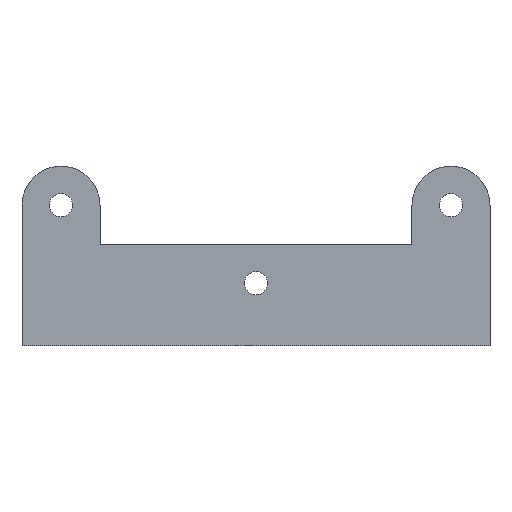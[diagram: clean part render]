
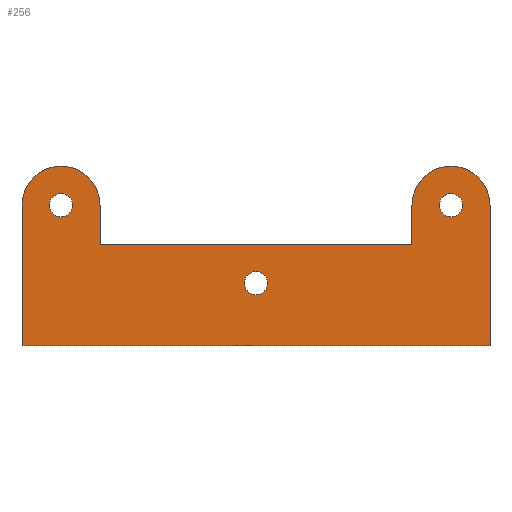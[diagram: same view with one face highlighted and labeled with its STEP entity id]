
A CAD part, top view. The second image highlights one B-rep face of the part: STEP entity #256.
In plain terms, the highlighted planar face has unit normal (0, 0, 1).
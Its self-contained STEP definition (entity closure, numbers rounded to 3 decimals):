
#1 = CARTESIAN_POINT ( 'NONE',  ( 609.2, 54.6, -117. ) ) ;
#16 = EDGE_CURVE ( 'NONE', #774, #730, #1236, .T. ) ;
#22 = VECTOR ( 'NONE', #688, 1000. ) ;
#35 = DIRECTION ( 'NONE',  ( 1., 0., 0. ) ) ;
#44 = LINE ( 'NONE', #215, #865 ) ;
#59 = ORIENTED_EDGE ( 'NONE', *, *, #135, .F. ) ;
#73 = CARTESIAN_POINT ( 'NONE',  ( 609.2, 54.6, -117. ) ) ;
#74 = DIRECTION ( 'NONE',  ( -1., 0., 0. ) ) ;
#100 = AXIS2_PLACEMENT_3D ( 'NONE', #607, #708, #698 ) ;
#108 = EDGE_CURVE ( 'NONE', #350, #1140, #242, .T. ) ;
#121 = CIRCLE ( 'NONE', #1044, 1.5 ) ;
#122 = DIRECTION ( 'NONE',  ( -1., 0., 0. ) ) ;
#127 = AXIS2_PLACEMENT_3D ( 'NONE', #1, #899, #380 ) ;
#135 = EDGE_CURVE ( 'NONE', #590, #1035, #570, .T. ) ;
#138 = CARTESIAN_POINT ( 'NONE',  ( 609.2, 54.6, -117. ) ) ;
#148 = FACE_BOUND ( 'NONE', #844, .T. ) ;
#160 = AXIS2_PLACEMENT_3D ( 'NONE', #819, #828, #122 ) ;
#169 = ORIENTED_EDGE ( 'NONE', *, *, #609, .F. ) ;
#174 = LINE ( 'NONE', #369, #1217 ) ;
#183 = DIRECTION ( 'NONE',  ( 0., 1., 0. ) ) ;
#184 = DIRECTION ( 'NONE',  ( 0., 0., 1. ) ) ;
#185 = ORIENTED_EDGE ( 'NONE', *, *, #635, .T. ) ;
#210 = DIRECTION ( 'NONE',  ( 0., 0., 1. ) ) ;
#215 = CARTESIAN_POINT ( 'NONE',  ( 614.2, 39.6, -117. ) ) ;
#220 = LINE ( 'NONE', #1104, #298 ) ;
#227 = EDGE_CURVE ( 'NONE', #1257, #305, #121, .T. ) ;
#237 = ORIENTED_EDGE ( 'NONE', *, *, #16, .F. ) ;
#242 = LINE ( 'NONE', #395, #362 ) ;
#251 = FACE_BOUND ( 'NONE', #1291, .T. ) ;
#256 = ADVANCED_FACE ( 'NONE', ( #1098, #148, #251, #1280 ), #456, .F. ) ;
#271 = CARTESIAN_POINT ( 'NONE',  ( 561.2, 39.6, -117. ) ) ;
#295 = AXIS2_PLACEMENT_3D ( 'NONE', #73, #784, #667 ) ;
#298 = VECTOR ( 'NONE', #636, 1000. ) ;
#305 = VERTEX_POINT ( 'NONE', #1260 ) ;
#309 = CARTESIAN_POINT ( 'NONE',  ( 559.2, 54.6, -117. ) ) ;
#320 = CIRCLE ( 'NONE', #295, 1.5 ) ;
#342 = VERTEX_POINT ( 'NONE', #875 ) ;
#350 = VERTEX_POINT ( 'NONE', #685 ) ;
#356 = ORIENTED_EDGE ( 'NONE', *, *, #837, .F. ) ;
#362 = VECTOR ( 'NONE', #699, 1000. ) ;
#369 = CARTESIAN_POINT ( 'NONE',  ( 604.2, 0., -117. ) ) ;
#380 = DIRECTION ( 'NONE',  ( -1., 0., 0. ) ) ;
#381 = CARTESIAN_POINT ( 'NONE',  ( 614.2, 36.6, -117. ) ) ;
#395 = CARTESIAN_POINT ( 'NONE',  ( 0., 49.6, -117. ) ) ;
#413 = ORIENTED_EDGE ( 'NONE', *, *, #108, .F. ) ;
#435 = CARTESIAN_POINT ( 'NONE',  ( 610.7, 54.6, -117. ) ) ;
#456 = PLANE ( 'NONE',  #1277 ) ;
#473 = CARTESIAN_POINT ( 'NONE',  ( 585.7, 44.6, -117. ) ) ;
#509 = EDGE_LOOP ( 'NONE', ( #898, #1227, #185, #633, #59, #1123, #413, #169 ) ) ;
#513 = CARTESIAN_POINT ( 'NONE',  ( 584.2, 44.6, -117. ) ) ;
#515 = DIRECTION ( 'NONE',  ( 0., -1., 0. ) ) ;
#523 = CARTESIAN_POINT ( 'NONE',  ( 559.2, 54.6, -117. ) ) ;
#544 = AXIS2_PLACEMENT_3D ( 'NONE', #513, #210, #1199 ) ;
#546 = ORIENTED_EDGE ( 'NONE', *, *, #882, .F. ) ;
#551 = ORIENTED_EDGE ( 'NONE', *, *, #227, .F. ) ;
#570 = CIRCLE ( 'NONE', #127, 5. ) ;
#580 = VERTEX_POINT ( 'NONE', #1207 ) ;
#590 = VERTEX_POINT ( 'NONE', #983 ) ;
#600 = VERTEX_POINT ( 'NONE', #381 ) ;
#607 = CARTESIAN_POINT ( 'NONE',  ( 584.2, 44.6, -117. ) ) ;
#609 = EDGE_CURVE ( 'NONE', #580, #350, #777, .T. ) ;
#633 = ORIENTED_EDGE ( 'NONE', *, *, #1092, .F. ) ;
#635 = EDGE_CURVE ( 'NONE', #1124, #600, #1165, .T. ) ;
#636 = DIRECTION ( 'NONE',  ( 0., -1., 0. ) ) ;
#643 = DIRECTION ( 'NONE',  ( 0., 0., 1. ) ) ;
#667 = DIRECTION ( 'NONE',  ( 1., 0., 0. ) ) ;
#670 = CARTESIAN_POINT ( 'NONE',  ( 582.7, 44.6, -117. ) ) ;
#685 = CARTESIAN_POINT ( 'NONE',  ( 564.2, 49.6, -117. ) ) ;
#688 = DIRECTION ( 'NONE',  ( 0., -1., 0. ) ) ;
#692 = CARTESIAN_POINT ( 'NONE',  ( 554.2, 36.6, -117. ) ) ;
#698 = DIRECTION ( 'NONE',  ( 1., 0., 0. ) ) ;
#699 = DIRECTION ( 'NONE',  ( 1., 0., 0. ) ) ;
#701 = EDGE_CURVE ( 'NONE', #1140, #590, #174, .T. ) ;
#708 = DIRECTION ( 'NONE',  ( 0., 0., 1. ) ) ;
#730 = VERTEX_POINT ( 'NONE', #670 ) ;
#753 = CIRCLE ( 'NONE', #544, 1.5 ) ;
#774 = VERTEX_POINT ( 'NONE', #473 ) ;
#777 = LINE ( 'NONE', #974, #22 ) ;
#784 = DIRECTION ( 'NONE',  ( 0., 0., 1. ) ) ;
#791 = AXIS2_PLACEMENT_3D ( 'NONE', #523, #920, #1018 ) ;
#792 = VECTOR ( 'NONE', #1068, 1000. ) ;
#819 = CARTESIAN_POINT ( 'NONE',  ( 559.2, 54.6, -117. ) ) ;
#828 = DIRECTION ( 'NONE',  ( 0., 0., -1. ) ) ;
#837 = EDGE_CURVE ( 'NONE', #305, #1257, #320, .T. ) ;
#844 = EDGE_LOOP ( 'NONE', ( #551, #356 ) ) ;
#848 = CIRCLE ( 'NONE', #160, 5. ) ;
#865 = VECTOR ( 'NONE', #515, 1000. ) ;
#868 = ORIENTED_EDGE ( 'NONE', *, *, #1084, .F. ) ;
#875 = CARTESIAN_POINT ( 'NONE',  ( 557.7, 54.6, -117. ) ) ;
#882 = EDGE_CURVE ( 'NONE', #948, #342, #1014, .T. ) ;
#898 = ORIENTED_EDGE ( 'NONE', *, *, #1045, .F. ) ;
#899 = DIRECTION ( 'NONE',  ( 0., 0., -1. ) ) ;
#912 = CARTESIAN_POINT ( 'NONE',  ( 604.2, 49.6, -117. ) ) ;
#920 = DIRECTION ( 'NONE',  ( 0., 0., 1. ) ) ;
#925 = CARTESIAN_POINT ( 'NONE',  ( 554.2, 54.6, -117. ) ) ;
#948 = VERTEX_POINT ( 'NONE', #1290 ) ;
#964 = DIRECTION ( 'NONE',  ( 0., 0., -1. ) ) ;
#974 = CARTESIAN_POINT ( 'NONE',  ( 564.2, 0., -117. ) ) ;
#983 = CARTESIAN_POINT ( 'NONE',  ( 604.2, 54.6, -117. ) ) ;
#1012 = EDGE_LOOP ( 'NONE', ( #237, #868 ) ) ;
#1014 = CIRCLE ( 'NONE', #1040, 1.5 ) ;
#1018 = DIRECTION ( 'NONE',  ( 1., 0., 0. ) ) ;
#1035 = VERTEX_POINT ( 'NONE', #1087 ) ;
#1040 = AXIS2_PLACEMENT_3D ( 'NONE', #309, #184, #1273 ) ;
#1044 = AXIS2_PLACEMENT_3D ( 'NONE', #138, #643, #35 ) ;
#1045 = EDGE_CURVE ( 'NONE', #1153, #580, #848, .T. ) ;
#1065 = EDGE_CURVE ( 'NONE', #342, #948, #1071, .T. ) ;
#1068 = DIRECTION ( 'NONE',  ( 1., 0., 0. ) ) ;
#1071 = CIRCLE ( 'NONE', #791, 1.5 ) ;
#1084 = EDGE_CURVE ( 'NONE', #730, #774, #753, .T. ) ;
#1087 = CARTESIAN_POINT ( 'NONE',  ( 614.2, 54.6, -117. ) ) ;
#1092 = EDGE_CURVE ( 'NONE', #1035, #600, #44, .T. ) ;
#1098 = FACE_BOUND ( 'NONE', #1012, .T. ) ;
#1104 = CARTESIAN_POINT ( 'NONE',  ( 554.2, 39.6, -117. ) ) ;
#1123 = ORIENTED_EDGE ( 'NONE', *, *, #701, .F. ) ;
#1124 = VERTEX_POINT ( 'NONE', #692 ) ;
#1140 = VERTEX_POINT ( 'NONE', #912 ) ;
#1153 = VERTEX_POINT ( 'NONE', #925 ) ;
#1165 = LINE ( 'NONE', #1265, #792 ) ;
#1196 = ORIENTED_EDGE ( 'NONE', *, *, #1065, .F. ) ;
#1199 = DIRECTION ( 'NONE',  ( 1., 0., 0. ) ) ;
#1207 = CARTESIAN_POINT ( 'NONE',  ( 564.2, 54.6, -117. ) ) ;
#1217 = VECTOR ( 'NONE', #183, 1000. ) ;
#1227 = ORIENTED_EDGE ( 'NONE', *, *, #1244, .T. ) ;
#1236 = CIRCLE ( 'NONE', #100, 1.5 ) ;
#1244 = EDGE_CURVE ( 'NONE', #1153, #1124, #220, .T. ) ;
#1257 = VERTEX_POINT ( 'NONE', #435 ) ;
#1260 = CARTESIAN_POINT ( 'NONE',  ( 607.7, 54.6, -117. ) ) ;
#1265 = CARTESIAN_POINT ( 'NONE',  ( 561.2, 36.6, -117. ) ) ;
#1273 = DIRECTION ( 'NONE',  ( 1., 0., 0. ) ) ;
#1277 = AXIS2_PLACEMENT_3D ( 'NONE', #271, #964, #74 ) ;
#1280 = FACE_OUTER_BOUND ( 'NONE', #509, .T. ) ;
#1290 = CARTESIAN_POINT ( 'NONE',  ( 560.7, 54.6, -117. ) ) ;
#1291 = EDGE_LOOP ( 'NONE', ( #546, #1196 ) ) ;
